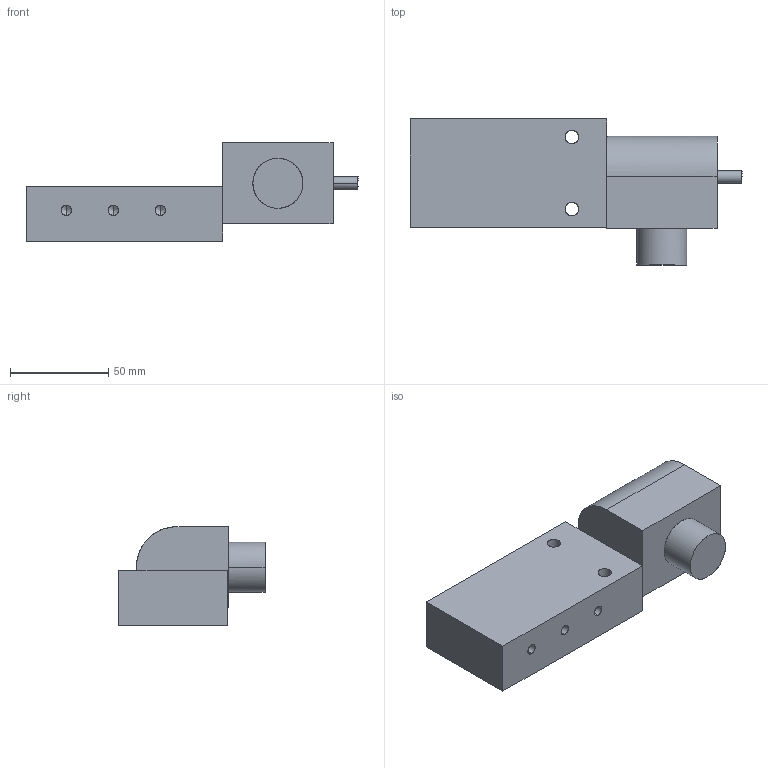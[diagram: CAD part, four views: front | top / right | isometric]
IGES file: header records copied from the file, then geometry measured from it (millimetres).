
Global section: file name: S7341.igs; native system: AutoCAD-16.0 (Microsoft Windows NT Version 5.1 (x86)); preprocessor: Autodesk IGES Translator Mechanical Desktop.R8.0.24.0 (Oct  8 2003) from Autodesk, Inc.; date: 20070220.140419; units: millimetre
Bounding box: 168.7 x 74.25 x 50.15 mm (x, y, z)
Surface area: 34060 mm2 (no closed solid volume)
Topology: 0 solids, 0 shells, 43 faces, 452 edges, 442 vertices
Faces by surface type: bspline 43
